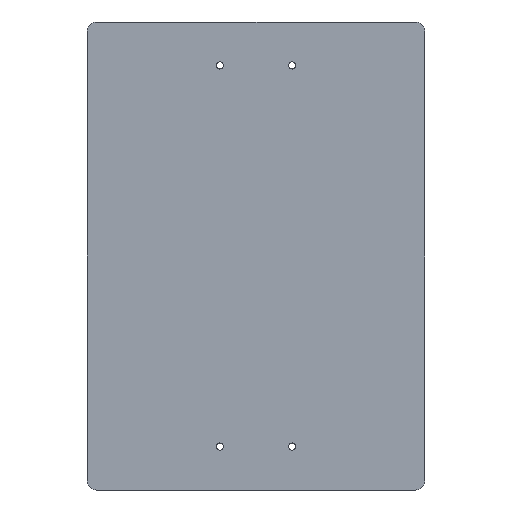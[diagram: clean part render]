
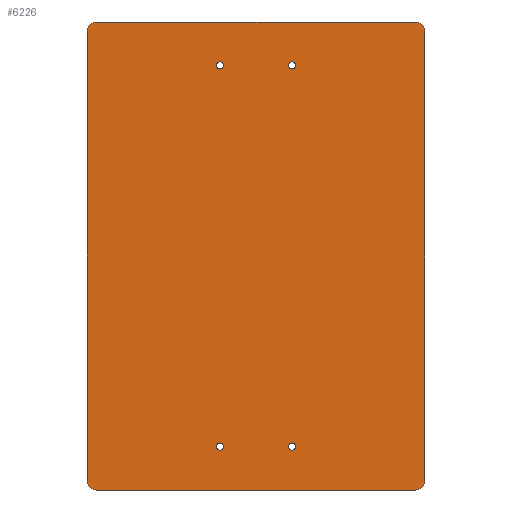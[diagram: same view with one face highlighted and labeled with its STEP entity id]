
A CAD part, front view. The second image highlights one B-rep face of the part: STEP entity #6226.
In plain terms, the highlighted planar face has unit normal (0, -1, 0).
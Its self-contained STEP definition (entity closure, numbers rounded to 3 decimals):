
#253=FACE_BOUND('',#1241,.T.);
#254=FACE_BOUND('',#1242,.T.);
#255=FACE_BOUND('',#1243,.T.);
#256=FACE_BOUND('',#1244,.T.);
#328=CIRCLE('',#6361,1.5);
#330=CIRCLE('',#6365,1.5);
#332=CIRCLE('',#6369,1.5);
#334=CIRCLE('',#6373,1.5);
#350=CIRCLE('',#6412,4.);
#352=CIRCLE('',#6415,4.);
#354=CIRCLE('',#6418,4.);
#356=CIRCLE('',#6421,4.);
#815=FACE_OUTER_BOUND('',#1240,.T.);
#1240=EDGE_LOOP('',(#5664,#5665,#5666,#5667,#5668,#5669,#5670,#5671));
#1241=EDGE_LOOP('',(#5672));
#1242=EDGE_LOOP('',(#5673));
#1243=EDGE_LOOP('',(#5674));
#1244=EDGE_LOOP('',(#5675));
#1496=LINE('',#9264,#2111);
#1514=LINE('',#9331,#2129);
#1858=LINE('',#10374,#2473);
#1859=LINE('',#10376,#2474);
#2111=VECTOR('',#7417,10.);
#2129=VECTOR('',#7469,10.);
#2473=VECTOR('',#8527,10.);
#2474=VECTOR('',#8530,10.);
#2708=VERTEX_POINT('',#9115);
#2710=VERTEX_POINT('',#9123);
#2712=VERTEX_POINT('',#9131);
#2714=VERTEX_POINT('',#9139);
#2738=VERTEX_POINT('',#9230);
#2739=VERTEX_POINT('',#9232);
#2742=VERTEX_POINT('',#9239);
#2743=VERTEX_POINT('',#9241);
#2746=VERTEX_POINT('',#9248);
#2747=VERTEX_POINT('',#9250);
#2750=VERTEX_POINT('',#9257);
#2751=VERTEX_POINT('',#9259);
#3328=EDGE_CURVE('',#2708,#2708,#328,.T.);
#3332=EDGE_CURVE('',#2710,#2710,#330,.T.);
#3336=EDGE_CURVE('',#2712,#2712,#332,.T.);
#3340=EDGE_CURVE('',#2714,#2714,#334,.T.);
#3384=EDGE_CURVE('',#2739,#2738,#350,.T.);
#3388=EDGE_CURVE('',#2743,#2742,#352,.T.);
#3392=EDGE_CURVE('',#2747,#2746,#354,.T.);
#3396=EDGE_CURVE('',#2751,#2750,#356,.T.);
#3399=EDGE_CURVE('',#2743,#2738,#1496,.T.);
#3433=EDGE_CURVE('',#2751,#2742,#1514,.T.);
#3918=EDGE_CURVE('',#2747,#2750,#1858,.T.);
#3919=EDGE_CURVE('',#2739,#2746,#1859,.T.);
#5664=ORIENTED_EDGE('',*,*,#3384,.T.);
#5665=ORIENTED_EDGE('',*,*,#3399,.F.);
#5666=ORIENTED_EDGE('',*,*,#3388,.T.);
#5667=ORIENTED_EDGE('',*,*,#3433,.F.);
#5668=ORIENTED_EDGE('',*,*,#3396,.T.);
#5669=ORIENTED_EDGE('',*,*,#3918,.F.);
#5670=ORIENTED_EDGE('',*,*,#3392,.T.);
#5671=ORIENTED_EDGE('',*,*,#3919,.F.);
#5672=ORIENTED_EDGE('',*,*,#3328,.T.);
#5673=ORIENTED_EDGE('',*,*,#3332,.T.);
#5674=ORIENTED_EDGE('',*,*,#3336,.T.);
#5675=ORIENTED_EDGE('',*,*,#3340,.T.);
#5896=PLANE('',#6799);
#6226=ADVANCED_FACE('',(#815,#253,#254,#255,#256),#5896,.F.);
#6361=AXIS2_PLACEMENT_3D('',#9117,#7251,#7252);
#6365=AXIS2_PLACEMENT_3D('',#9125,#7261,#7262);
#6369=AXIS2_PLACEMENT_3D('',#9133,#7271,#7272);
#6373=AXIS2_PLACEMENT_3D('',#9141,#7281,#7282);
#6412=AXIS2_PLACEMENT_3D('',#9233,#7387,#7388);
#6415=AXIS2_PLACEMENT_3D('',#9242,#7395,#7396);
#6418=AXIS2_PLACEMENT_3D('',#9251,#7403,#7404);
#6421=AXIS2_PLACEMENT_3D('',#9260,#7411,#7412);
#6799=AXIS2_PLACEMENT_3D('',#10378,#8533,#8534);
#7251=DIRECTION('center_axis',(0.,1.,0.));
#7252=DIRECTION('ref_axis',(1.,0.,0.));
#7261=DIRECTION('center_axis',(0.,1.,0.));
#7262=DIRECTION('ref_axis',(1.,0.,0.));
#7271=DIRECTION('center_axis',(0.,1.,0.));
#7272=DIRECTION('ref_axis',(1.,0.,0.));
#7281=DIRECTION('center_axis',(0.,1.,0.));
#7282=DIRECTION('ref_axis',(1.,0.,0.));
#7387=DIRECTION('center_axis',(0.,-1.,0.));
#7388=DIRECTION('ref_axis',(1.,0.,0.));
#7395=DIRECTION('center_axis',(0.,-1.,0.));
#7396=DIRECTION('ref_axis',(0.,0.,1.));
#7403=DIRECTION('center_axis',(0.,-1.,0.));
#7404=DIRECTION('ref_axis',(0.,0.,-1.));
#7411=DIRECTION('center_axis',(0.,-1.,0.));
#7412=DIRECTION('ref_axis',(-1.,0.,0.));
#7417=DIRECTION('',(-1.,0.,0.));
#7469=DIRECTION('',(0.,0.,-1.));
#8527=DIRECTION('',(1.,0.,0.));
#8530=DIRECTION('',(0.,0.,1.));
#8533=DIRECTION('center_axis',(0.,1.,0.));
#8534=DIRECTION('ref_axis',(0.,0.,1.));
#9115=CARTESIAN_POINT('',(53.5,0.,-176.));
#9117=CARTESIAN_POINT('Origin',(55.,0.,-176.));
#9123=CARTESIAN_POINT('',(53.5,0.,-18.));
#9125=CARTESIAN_POINT('Origin',(55.,0.,-18.));
#9131=CARTESIAN_POINT('',(83.5,0.,-18.));
#9133=CARTESIAN_POINT('Origin',(85.,0.,-18.));
#9139=CARTESIAN_POINT('',(83.5,0.,-176.));
#9141=CARTESIAN_POINT('Origin',(85.,0.,-176.));
#9230=CARTESIAN_POINT('',(4.,0.,-194.));
#9232=CARTESIAN_POINT('',(0.,0.,-190.));
#9233=CARTESIAN_POINT('Origin',(4.,0.,-190.));
#9239=CARTESIAN_POINT('',(140.,0.,-190.));
#9241=CARTESIAN_POINT('',(136.,0.,-194.));
#9242=CARTESIAN_POINT('Origin',(136.,0.,-190.));
#9248=CARTESIAN_POINT('',(0.,0.,-4.));
#9250=CARTESIAN_POINT('',(4.,0.,0.));
#9251=CARTESIAN_POINT('Origin',(4.,0.,-4.));
#9257=CARTESIAN_POINT('',(136.,0.,0.));
#9259=CARTESIAN_POINT('',(140.,0.,-4.));
#9260=CARTESIAN_POINT('Origin',(136.,0.,-4.));
#9264=CARTESIAN_POINT('',(140.,0.,-194.));
#9331=CARTESIAN_POINT('',(140.,0.,0.));
#10374=CARTESIAN_POINT('',(0.,0.,0.));
#10376=CARTESIAN_POINT('',(0.,0.,-194.));
#10378=CARTESIAN_POINT('Origin',(70.,0.,-97.));
